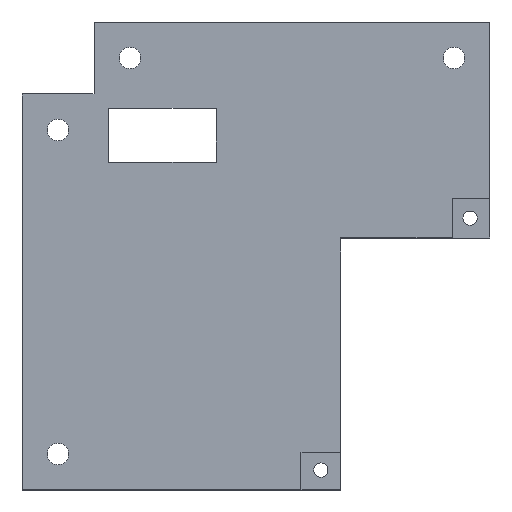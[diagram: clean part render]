
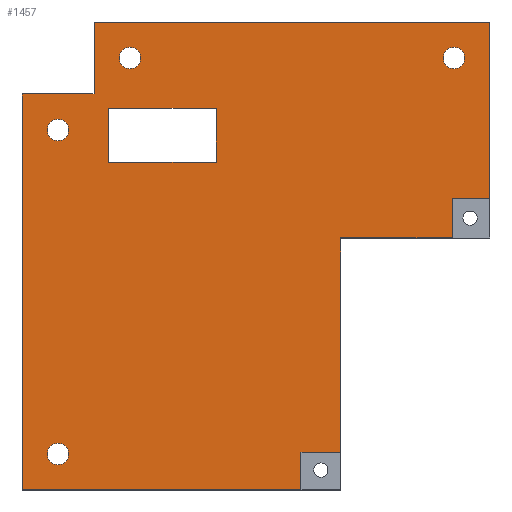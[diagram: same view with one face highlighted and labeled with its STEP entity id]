
A CAD part, top view. The second image highlights one B-rep face of the part: STEP entity #1457.
In plain terms, the highlighted planar face has unit normal (0, 0, 1).
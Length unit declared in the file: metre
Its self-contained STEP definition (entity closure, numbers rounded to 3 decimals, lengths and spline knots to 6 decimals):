
#32=CIRCLE('',#1567,0.003);
#33=CIRCLE('',#1568,0.003);
#34=CIRCLE('',#1569,0.003);
#35=CIRCLE('',#1570,0.003);
#274=ORIENTED_EDGE('',*,*,#587,.F.);
#275=ORIENTED_EDGE('',*,*,#582,.F.);
#276=ORIENTED_EDGE('',*,*,#585,.F.);
#277=ORIENTED_EDGE('',*,*,#588,.T.);
#278=ORIENTED_EDGE('',*,*,#589,.F.);
#279=ORIENTED_EDGE('',*,*,#590,.T.);
#280=ORIENTED_EDGE('',*,*,#591,.T.);
#281=ORIENTED_EDGE('',*,*,#592,.F.);
#282=ORIENTED_EDGE('',*,*,#593,.T.);
#283=ORIENTED_EDGE('',*,*,#594,.F.);
#284=ORIENTED_EDGE('',*,*,#595,.F.);
#285=ORIENTED_EDGE('',*,*,#596,.F.);
#286=ORIENTED_EDGE('',*,*,#597,.F.);
#287=ORIENTED_EDGE('',*,*,#598,.F.);
#288=ORIENTED_EDGE('',*,*,#599,.F.);
#289=ORIENTED_EDGE('',*,*,#600,.T.);
#290=ORIENTED_EDGE('',*,*,#601,.T.);
#291=ORIENTED_EDGE('',*,*,#602,.F.);
#292=ORIENTED_EDGE('',*,*,#603,.F.);
#293=ORIENTED_EDGE('',*,*,#604,.F.);
#582=EDGE_CURVE('',#735,#733,#894,.T.);
#585=EDGE_CURVE('',#738,#735,#897,.T.);
#587=EDGE_CURVE('',#733,#739,#899,.T.);
#588=EDGE_CURVE('',#738,#740,#900,.T.);
#589=EDGE_CURVE('',#741,#740,#901,.T.);
#590=EDGE_CURVE('',#741,#742,#902,.T.);
#591=EDGE_CURVE('',#742,#743,#903,.T.);
#592=EDGE_CURVE('',#744,#743,#904,.T.);
#593=EDGE_CURVE('',#744,#745,#905,.T.);
#594=EDGE_CURVE('',#746,#745,#906,.T.);
#595=EDGE_CURVE('',#747,#746,#907,.T.);
#596=EDGE_CURVE('',#739,#747,#908,.T.);
#597=EDGE_CURVE('',#748,#748,#32,.T.);
#598=EDGE_CURVE('',#749,#749,#33,.T.);
#599=EDGE_CURVE('',#750,#751,#909,.T.);
#600=EDGE_CURVE('',#750,#752,#910,.T.);
#601=EDGE_CURVE('',#752,#753,#911,.T.);
#602=EDGE_CURVE('',#751,#753,#912,.T.);
#603=EDGE_CURVE('',#754,#754,#34,.T.);
#604=EDGE_CURVE('',#755,#755,#35,.T.);
#733=VERTEX_POINT('',#2276);
#735=VERTEX_POINT('',#2281);
#738=VERTEX_POINT('',#2288);
#739=VERTEX_POINT('',#2293);
#740=VERTEX_POINT('',#2295);
#741=VERTEX_POINT('',#2297);
#742=VERTEX_POINT('',#2299);
#743=VERTEX_POINT('',#2301);
#744=VERTEX_POINT('',#2303);
#745=VERTEX_POINT('',#2305);
#746=VERTEX_POINT('',#2307);
#747=VERTEX_POINT('',#2309);
#748=VERTEX_POINT('',#2312);
#749=VERTEX_POINT('',#2314);
#750=VERTEX_POINT('',#2316);
#751=VERTEX_POINT('',#2317);
#752=VERTEX_POINT('',#2319);
#753=VERTEX_POINT('',#2321);
#754=VERTEX_POINT('',#2324);
#755=VERTEX_POINT('',#2326);
#894=LINE('',#2282,#1076);
#897=LINE('',#2289,#1079);
#899=LINE('',#2292,#1081);
#900=LINE('',#2294,#1082);
#901=LINE('',#2296,#1083);
#902=LINE('',#2298,#1084);
#903=LINE('',#2300,#1085);
#904=LINE('',#2302,#1086);
#905=LINE('',#2304,#1087);
#906=LINE('',#2306,#1088);
#907=LINE('',#2308,#1089);
#908=LINE('',#2310,#1090);
#909=LINE('',#2315,#1091);
#910=LINE('',#2318,#1092);
#911=LINE('',#2320,#1093);
#912=LINE('',#2322,#1094);
#1076=VECTOR('',#1863,1.);
#1079=VECTOR('',#1868,1.);
#1081=VECTOR('',#1872,1.);
#1082=VECTOR('',#1873,1.);
#1083=VECTOR('',#1874,1.);
#1084=VECTOR('',#1875,1.);
#1085=VECTOR('',#1876,1.);
#1086=VECTOR('',#1877,1.);
#1087=VECTOR('',#1878,1.);
#1088=VECTOR('',#1879,1.);
#1089=VECTOR('',#1880,1.);
#1090=VECTOR('',#1881,1.);
#1091=VECTOR('',#1886,1.);
#1092=VECTOR('',#1887,1.);
#1093=VECTOR('',#1888,1.);
#1094=VECTOR('',#1889,1.);
#1186=EDGE_LOOP('',(#274,#275,#276,#277,#278,#279,#280,#281,#282,#283,#284,
#285));
#1187=EDGE_LOOP('',(#286));
#1188=EDGE_LOOP('',(#287));
#1189=EDGE_LOOP('',(#288,#289,#290,#291));
#1190=EDGE_LOOP('',(#292));
#1191=EDGE_LOOP('',(#293));
#1288=FACE_BOUND('',#1186,.T.);
#1289=FACE_BOUND('',#1187,.T.);
#1290=FACE_BOUND('',#1188,.T.);
#1291=FACE_BOUND('',#1189,.T.);
#1292=FACE_BOUND('',#1190,.T.);
#1293=FACE_BOUND('',#1191,.T.);
#1379=PLANE('',#1566);
#1457=ADVANCED_FACE('',(#1288,#1289,#1290,#1291,#1292,#1293),#1379,.T.);
#1566=AXIS2_PLACEMENT_3D('',#2291,#1870,#1871);
#1567=AXIS2_PLACEMENT_3D('',#2311,#1882,#1883);
#1568=AXIS2_PLACEMENT_3D('',#2313,#1884,#1885);
#1569=AXIS2_PLACEMENT_3D('',#2323,#1890,#1891);
#1570=AXIS2_PLACEMENT_3D('',#2325,#1892,#1893);
#1863=DIRECTION('',(0.,-1.,0.));
#1868=DIRECTION('',(-1.,0.,0.));
#1870=DIRECTION('',(0.,0.,1.));
#1871=DIRECTION('',(1.,0.,0.));
#1872=DIRECTION('',(-1.,0.,0.));
#1873=DIRECTION('',(0.,1.,0.));
#1874=DIRECTION('',(-1.,0.,0.));
#1875=DIRECTION('',(0.,1.,0.));
#1876=DIRECTION('',(-1.,0.,0.));
#1877=DIRECTION('',(0.,1.,0.));
#1878=DIRECTION('',(-1.,0.,0.));
#1879=DIRECTION('',(0.,1.,0.));
#1880=DIRECTION('',(-1.,0.,0.));
#1881=DIRECTION('',(0.,-1.,0.));
#1882=DIRECTION('',(0.,0.,1.));
#1883=DIRECTION('',(1.,0.,0.));
#1884=DIRECTION('',(0.,0.,1.));
#1885=DIRECTION('',(1.,0.,0.));
#1886=DIRECTION('',(0.,-1.,0.));
#1887=DIRECTION('',(1.,0.,0.));
#1888=DIRECTION('',(0.,-1.,0.));
#1889=DIRECTION('',(1.,0.,0.));
#1890=DIRECTION('',(0.,0.,1.));
#1891=DIRECTION('',(1.,0.,0.));
#1892=DIRECTION('',(0.,0.,1.));
#1893=DIRECTION('',(1.,0.,0.));
#2276=CARTESIAN_POINT('',(-0.2815,0.2705,0.024));
#2281=CARTESIAN_POINT('',(-0.2815,0.33,0.024));
#2282=CARTESIAN_POINT('',(-0.2815,0.295,0.024));
#2288=CARTESIAN_POINT('',(-0.2505,0.33,0.024));
#2289=CARTESIAN_POINT('',(-0.26075,0.33,0.024));
#2291=CARTESIAN_POINT('',(-0.175,0.204999,0.024));
#2292=CARTESIAN_POINT('',(-0.287,0.2705,0.024));
#2293=CARTESIAN_POINT('',(-0.2925,0.2705,0.024));
#2294=CARTESIAN_POINT('',(-0.2505,0.3355,0.024));
#2295=CARTESIAN_POINT('',(-0.2505,0.341,0.024));
#2296=CARTESIAN_POINT('',(-0.24,0.341,0.024));
#2297=CARTESIAN_POINT('',(-0.24,0.341,0.024));
#2298=CARTESIAN_POINT('',(-0.24,0.36,0.024));
#2299=CARTESIAN_POINT('',(-0.24,0.39,0.024));
#2300=CARTESIAN_POINT('',(-0.295,0.39,0.024));
#2301=CARTESIAN_POINT('',(-0.35,0.39,0.024));
#2302=CARTESIAN_POINT('',(-0.35,0.38,0.024));
#2303=CARTESIAN_POINT('',(-0.35,0.37,0.024));
#2304=CARTESIAN_POINT('',(-0.36,0.37,0.024));
#2305=CARTESIAN_POINT('',(-0.37,0.37,0.024));
#2306=CARTESIAN_POINT('',(-0.37,0.315,0.024));
#2307=CARTESIAN_POINT('',(-0.37,0.26,0.024));
#2308=CARTESIAN_POINT('',(-0.32575,0.26,0.024));
#2309=CARTESIAN_POINT('',(-0.2925,0.26,0.024));
#2310=CARTESIAN_POINT('',(-0.2925,0.26,0.024));
#2311=CARTESIAN_POINT('',(-0.36,0.36,0.024));
#2312=CARTESIAN_POINT('',(-0.357,0.36,0.024));
#2313=CARTESIAN_POINT('',(-0.36,0.27,0.024));
#2314=CARTESIAN_POINT('',(-0.357,0.27,0.024));
#2315=CARTESIAN_POINT('',(-0.346,0.3585,0.024));
#2316=CARTESIAN_POINT('',(-0.346,0.366,0.024));
#2317=CARTESIAN_POINT('',(-0.346,0.351,0.024));
#2318=CARTESIAN_POINT('',(-0.331,0.366,0.024));
#2319=CARTESIAN_POINT('',(-0.316,0.366,0.024));
#2320=CARTESIAN_POINT('',(-0.316,0.3585,0.024));
#2321=CARTESIAN_POINT('',(-0.316,0.351,0.024));
#2322=CARTESIAN_POINT('',(-0.331,0.351,0.024));
#2323=CARTESIAN_POINT('',(-0.25,0.38,0.024));
#2324=CARTESIAN_POINT('',(-0.247,0.38,0.024));
#2325=CARTESIAN_POINT('',(-0.34,0.38,0.024));
#2326=CARTESIAN_POINT('',(-0.337,0.38,0.024));
